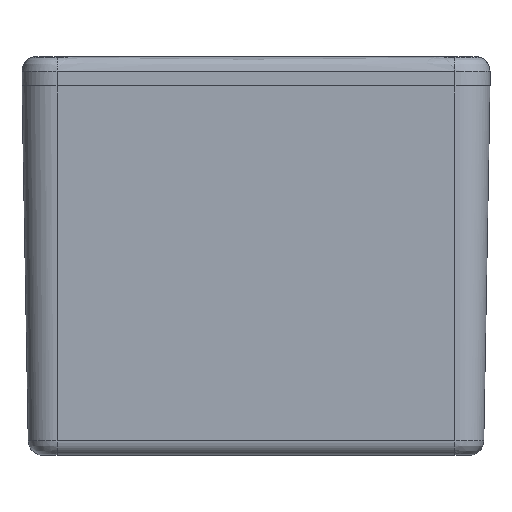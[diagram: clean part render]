
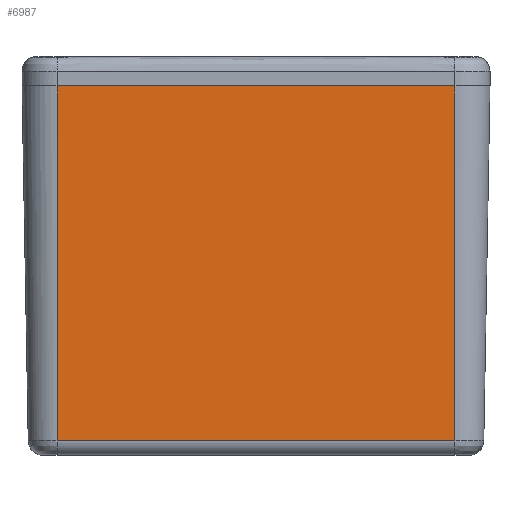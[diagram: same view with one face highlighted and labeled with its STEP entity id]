
A CAD part, left-side view. The second image highlights one B-rep face of the part: STEP entity #6987.
In plain terms, the highlighted planar face has unit normal (-1, 0, -0.018).
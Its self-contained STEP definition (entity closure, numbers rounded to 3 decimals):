
#166 = FACE_OUTER_BOUND ( 'NONE', #449, .T. ) ;
#449 = EDGE_LOOP ( 'NONE', ( #4739, #7530, #4350, #1095 ) ) ;
#670 = CARTESIAN_POINT ( 'NONE',  ( -57., -27.207, 0.1 ) ) ;
#1095 = ORIENTED_EDGE ( 'NONE', *, *, #9259, .T. ) ;
#1351 = CARTESIAN_POINT ( 'NONE',  ( -56.153, -27.207, -48.435 ) ) ;
#2003 = EDGE_CURVE ( 'NONE', #4109, #2172, #10634, .T. ) ;
#2111 = DIRECTION ( 'NONE',  ( -0.017, 0., 1. ) ) ;
#2172 = VERTEX_POINT ( 'NONE', #9030 ) ;
#2255 = DIRECTION ( 'NONE',  ( 0., 1., 0. ) ) ;
#2456 = EDGE_CURVE ( 'NONE', #4109, #9116, #5163, .T. ) ;
#2594 = LINE ( 'NONE', #4843, #6732 ) ;
#3638 = LINE ( 'NONE', #6361, #7748 ) ;
#3669 = CARTESIAN_POINT ( 'NONE',  ( -57., -27.207, 0.1 ) ) ;
#3759 = AXIS2_PLACEMENT_3D ( 'NONE', #3669, #4481, #10227 ) ;
#4109 = VERTEX_POINT ( 'NONE', #10489 ) ;
#4350 = ORIENTED_EDGE ( 'NONE', *, *, #9412, .T. ) ;
#4481 = DIRECTION ( 'NONE',  ( -1., 0., -0.017 ) ) ;
#4739 = ORIENTED_EDGE ( 'NONE', *, *, #2456, .F. ) ;
#4843 = CARTESIAN_POINT ( 'NONE',  ( -57., -27.207, 0.1 ) ) ;
#4922 = VERTEX_POINT ( 'NONE', #670 ) ;
#5163 = LINE ( 'NONE', #7052, #7364 ) ;
#6361 = CARTESIAN_POINT ( 'NONE',  ( -57., -27.207, 0.1 ) ) ;
#6546 = VECTOR ( 'NONE', #7127, 1000. ) ;
#6732 = VECTOR ( 'NONE', #9014, 1000. ) ;
#6849 = CARTESIAN_POINT ( 'NONE',  ( -57., 27.207, 0.1 ) ) ;
#6987 = ADVANCED_FACE ( 'NONE', ( #166 ), #8573, .T. ) ;
#7052 = CARTESIAN_POINT ( 'NONE',  ( -57., 27.207, 0.1 ) ) ;
#7127 = DIRECTION ( 'NONE',  ( 0., -1., 0. ) ) ;
#7364 = VECTOR ( 'NONE', #2111, 1000. ) ;
#7530 = ORIENTED_EDGE ( 'NONE', *, *, #2003, .T. ) ;
#7748 = VECTOR ( 'NONE', #2255, 1000. ) ;
#8573 = PLANE ( 'NONE',  #3759 ) ;
#9014 = DIRECTION ( 'NONE',  ( -0.017, 0., 1. ) ) ;
#9030 = CARTESIAN_POINT ( 'NONE',  ( -56.153, -27.207, -48.435 ) ) ;
#9116 = VERTEX_POINT ( 'NONE', #6849 ) ;
#9259 = EDGE_CURVE ( 'NONE', #4922, #9116, #3638, .T. ) ;
#9412 = EDGE_CURVE ( 'NONE', #2172, #4922, #2594, .T. ) ;
#10227 = DIRECTION ( 'NONE',  ( -0.017, 0., 1. ) ) ;
#10489 = CARTESIAN_POINT ( 'NONE',  ( -56.153, 27.207, -48.435 ) ) ;
#10634 = LINE ( 'NONE', #1351, #6546 ) ;
